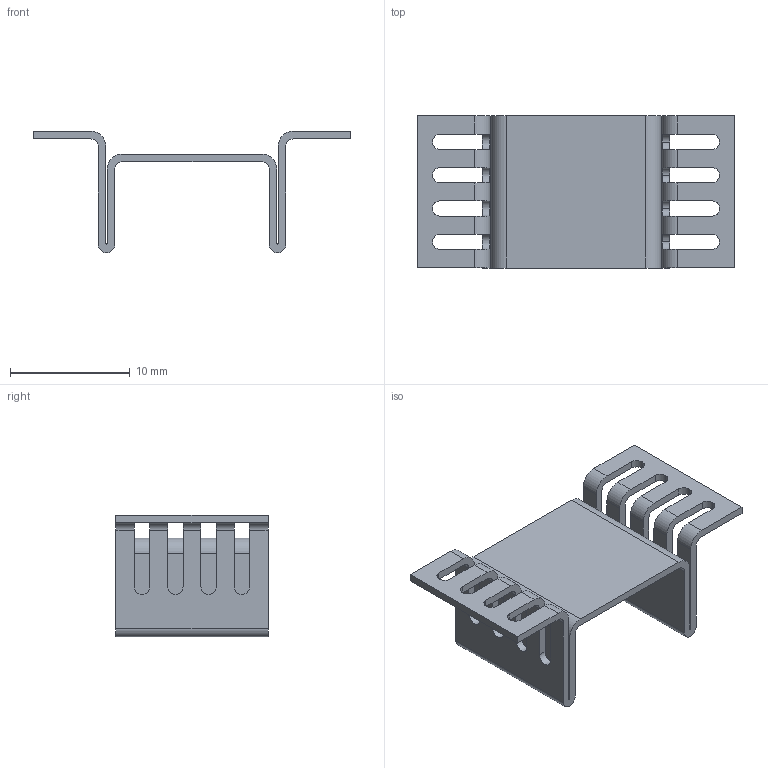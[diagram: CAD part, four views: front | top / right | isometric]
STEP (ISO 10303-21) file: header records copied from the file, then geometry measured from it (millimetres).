
FILE_DESCRIPTION (( 'STEP AP214' ), '1' );
FILE_NAME ('User Library-Prototype - AAVID 5733 Heatsink.STEP', '2018-08-14T13:01:22', ( '' ), ( '' ), 'SwSTEP 2.0', 'SolidWorks 2018', '' );
FILE_SCHEMA (( 'AUTOMOTIVE_DESIGN' ));
Length unit declared in the file: millimetre
Products named in the file (1): User Library-Prototype - AAVID 5733 Heatsink
Bounding box: 26.54 x 12.72 x 10.18 mm (x, y, z)
Volume: 417.8 mm3; surface area: 1488.8 mm2
Topology: 1 solids, 1 shells, 90 faces, 312 edges, 208 vertices
Faces by surface type: cylinder 56, plane 34
Entity records: 4464 total; most frequent: ORIENTED_EDGE 624, CARTESIAN_POINT 611, DIRECTION 606, EDGE_CURVE 312, VERTEX_POINT 208, AXIS2_PLACEMENT_3D 203, VECTOR 200, LINE 200
